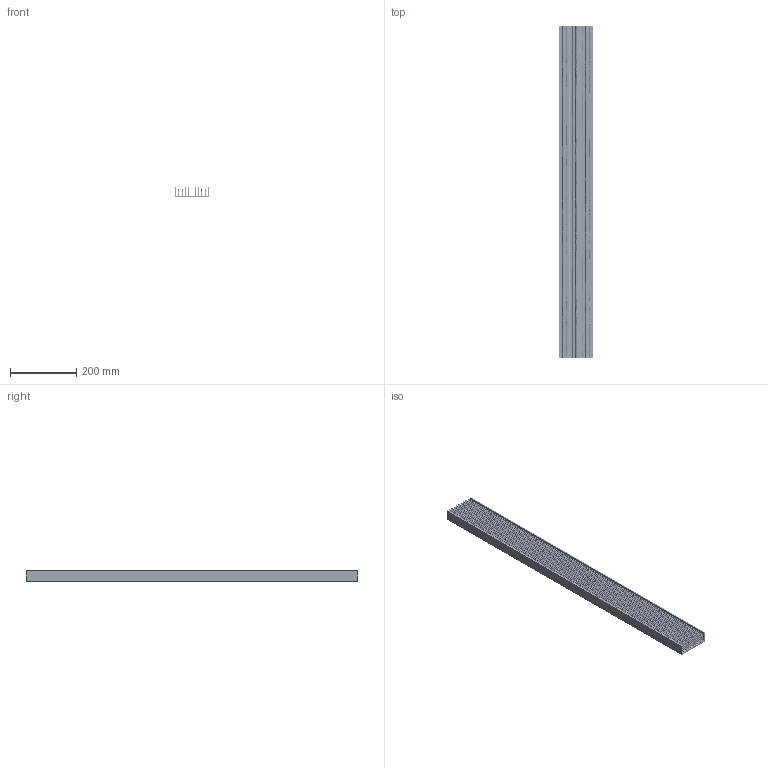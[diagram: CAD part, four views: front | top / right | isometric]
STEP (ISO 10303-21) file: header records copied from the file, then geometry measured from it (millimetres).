
FILE_DESCRIPTION( ('This file contains a STEP AP42 implementation' ,'as created by ZW3D STEP Interface translator.') ,'2;1' );
FILE_NAME( 'C10033.stp' ,'24 2 6.144937', (''), ('ZWCAD Software Co.'), 'Version 1.0', 'ZW3D to STEP translator', '' );
FILE_SCHEMA( ('CONFIG_CONTROL_DESIGN') );
Length unit declared in the file: millimetre
Products named in the file (1): 0
Bounding box: 100 x 1000 x 33 mm (x, y, z)
Volume: 1192431.1 mm3; surface area: 1086089.8 mm2
Topology: 1 solids, 1 shells, 1216 faces, 3642 edges, 2428 vertices
Faces by surface type: bspline 1216
Entity records: 48127 total; most frequent: CARTESIAN_POINT 28509, ORIENTED_EDGE 7284, EDGE_CURVE 3642, VERTEX_POINT 2428, B_SPLINE_CURVE_WITH_KNOTS 1320, EDGE_LOOP 1216, FACE_OUTER_BOUND 1216, ADVANCED_FACE 1216
